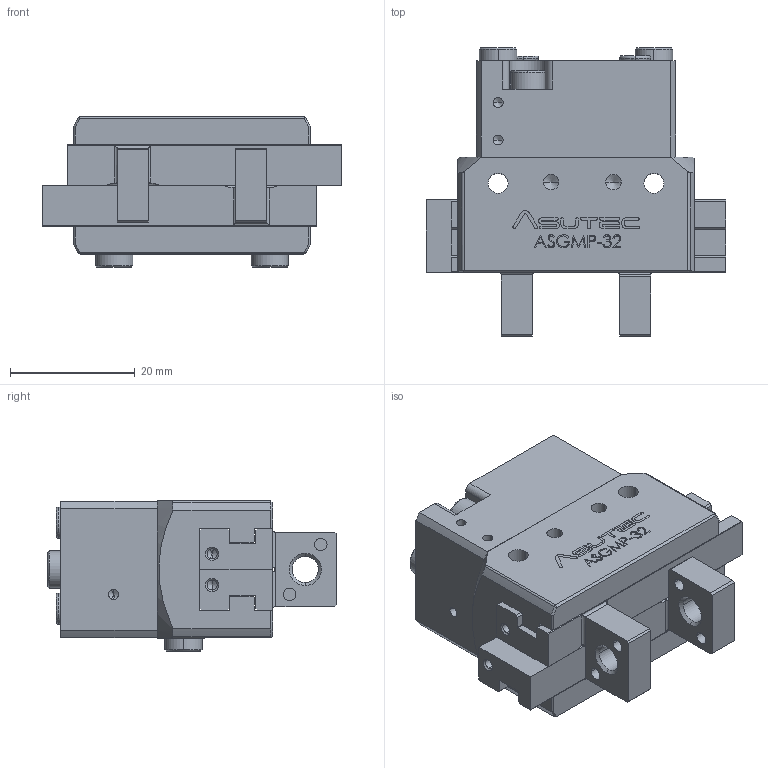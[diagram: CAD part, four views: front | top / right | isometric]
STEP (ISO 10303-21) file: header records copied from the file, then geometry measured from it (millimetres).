
FILE_DESCRIPTION (( 'STEP AP203' ), '1' );
FILE_NAME ('ASGMP-32.STEP', '2019-03-03T08:23:41', ( '' ), ( '' ), 'SwSTEP 2.0', 'SolidWorks 2015', '' );
FILE_SCHEMA (( 'CONFIG_CONTROL_DESIGN' ));
Length unit declared in the file: millimetre
Products named in the file (1): ASGMP-32
Bounding box: 48 x 46.35 x 24.1 mm (x, y, z)
Volume: 26706.4 mm3; surface area: 12978.4 mm2
Topology: 3 solids, 7 shells, 686 faces, 1780 edges, 1138 vertices
Faces by surface type: plane 311, cylinder 188, bspline 106, cone 77, torus 4
Entity records: 26023 total; most frequent: CARTESIAN_POINT 9580, ORIENTED_EDGE 3504, DIRECTION 3201, EDGE_CURVE 1752, VERTEX_POINT 1138, AXIS2_PLACEMENT_3D 1080, LINE 1041, VECTOR 1041
